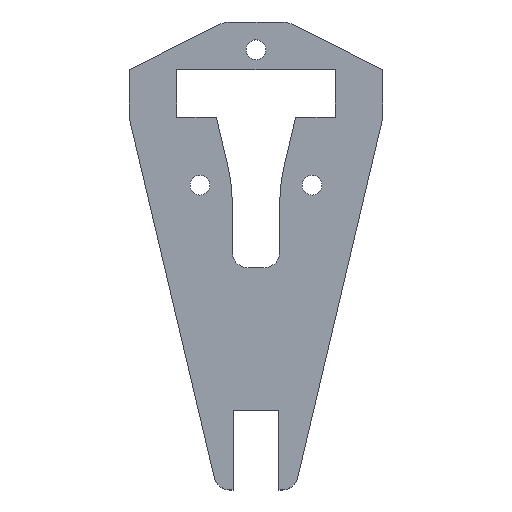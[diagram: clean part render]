
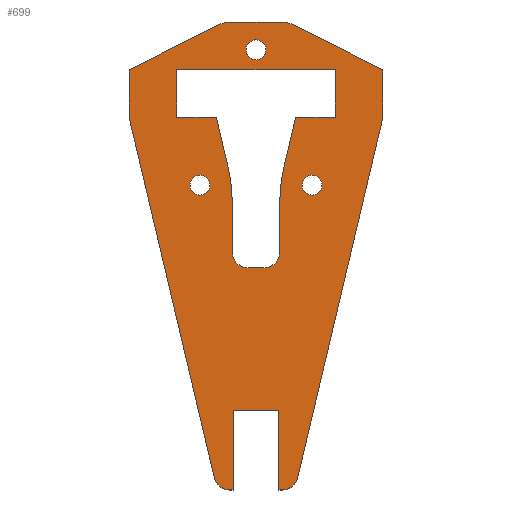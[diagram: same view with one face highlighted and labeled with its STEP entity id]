
A CAD part, top view. The second image highlights one B-rep face of the part: STEP entity #699.
In plain terms, the highlighted planar face has unit normal (0, 0, 1).
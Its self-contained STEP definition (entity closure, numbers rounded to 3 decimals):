
#18=FACE_BOUND('',#122,.T.);
#19=FACE_BOUND('',#123,.T.);
#20=FACE_BOUND('',#124,.T.);
#21=FACE_BOUND('',#125,.T.);
#48=PLANE('',#758);
#83=FACE_OUTER_BOUND('',#121,.T.);
#121=EDGE_LOOP('',(#589,#590,#591,#592,#593,#594,#595,#596,#597,#598,#599,
#600,#601,#602,#603,#604));
#122=EDGE_LOOP('',(#605,#606,#607,#608,#609,#610,#611,#612,#613,#614,#615,
#616,#617,#618));
#123=EDGE_LOOP('',(#619));
#124=EDGE_LOOP('',(#620));
#125=EDGE_LOOP('',(#621));
#134=LINE('',#964,#208);
#138=LINE('',#976,#212);
#141=LINE('',#982,#215);
#144=LINE('',#988,#218);
#147=LINE('',#994,#221);
#150=LINE('',#1000,#224);
#153=LINE('',#1006,#227);
#156=LINE('',#1012,#230);
#160=LINE('',#1024,#234);
#164=LINE('',#1034,#238);
#167=LINE('',#1057,#241);
#171=LINE('',#1069,#245);
#174=LINE('',#1075,#248);
#177=LINE('',#1081,#251);
#181=LINE('',#1093,#255);
#185=LINE('',#1105,#259);
#188=LINE('',#1111,#262);
#191=LINE('',#1117,#265);
#195=LINE('',#1129,#269);
#198=LINE('',#1135,#272);
#201=LINE('',#1141,#275);
#204=LINE('',#1145,#278);
#208=VECTOR('',#773,6.202);
#212=VECTOR('',#785,6.372);
#215=VECTOR('',#790,5.);
#218=VECTOR('',#795,6.);
#221=VECTOR('',#800,20.);
#224=VECTOR('',#805,6.);
#227=VECTOR('',#810,5.);
#230=VECTOR('',#815,6.372);
#234=VECTOR('',#827,6.202);
#238=VECTOR('',#839,2.);
#241=VECTOR('',#862,0.417);
#245=VECTOR('',#874,46.71);
#248=VECTOR('',#879,6.);
#251=VECTOR('',#884,12.472);
#255=VECTOR('',#896,6.111);
#259=VECTOR('',#908,12.472);
#262=VECTOR('',#913,6.);
#265=VECTOR('',#918,46.71);
#269=VECTOR('',#930,0.417);
#272=VECTOR('',#935,10.);
#275=VECTOR('',#940,5.8);
#278=VECTOR('',#945,10.);
#280=CIRCLE('',#705,2.);
#282=CIRCLE('',#709,20.);
#284=CIRCLE('',#719,20.);
#286=CIRCLE('',#723,2.);
#287=CIRCLE('',#726,1.25);
#289=CIRCLE('',#729,1.25);
#291=CIRCLE('',#732,1.25);
#294=CIRCLE('',#737,2.);
#296=CIRCLE('',#743,4.);
#298=CIRCLE('',#747,4.);
#300=CIRCLE('',#753,2.);
#303=VERTEX_POINT('',#955);
#304=VERTEX_POINT('',#957);
#306=VERTEX_POINT('',#963);
#308=VERTEX_POINT('',#969);
#310=VERTEX_POINT('',#975);
#312=VERTEX_POINT('',#981);
#314=VERTEX_POINT('',#987);
#316=VERTEX_POINT('',#993);
#318=VERTEX_POINT('',#999);
#320=VERTEX_POINT('',#1005);
#322=VERTEX_POINT('',#1011);
#324=VERTEX_POINT('',#1017);
#326=VERTEX_POINT('',#1023);
#328=VERTEX_POINT('',#1029);
#329=VERTEX_POINT('',#1036);
#331=VERTEX_POINT('',#1041);
#333=VERTEX_POINT('',#1046);
#337=VERTEX_POINT('',#1054);
#338=VERTEX_POINT('',#1056);
#340=VERTEX_POINT('',#1062);
#342=VERTEX_POINT('',#1068);
#344=VERTEX_POINT('',#1074);
#346=VERTEX_POINT('',#1080);
#348=VERTEX_POINT('',#1086);
#350=VERTEX_POINT('',#1092);
#352=VERTEX_POINT('',#1098);
#354=VERTEX_POINT('',#1104);
#356=VERTEX_POINT('',#1110);
#358=VERTEX_POINT('',#1116);
#360=VERTEX_POINT('',#1122);
#362=VERTEX_POINT('',#1128);
#364=VERTEX_POINT('',#1134);
#366=VERTEX_POINT('',#1140);
#369=EDGE_CURVE('',#304,#303,#280,.T.);
#372=EDGE_CURVE('',#306,#304,#134,.T.);
#375=EDGE_CURVE('',#308,#306,#282,.T.);
#378=EDGE_CURVE('',#310,#308,#138,.T.);
#381=EDGE_CURVE('',#312,#310,#141,.T.);
#384=EDGE_CURVE('',#314,#312,#144,.T.);
#387=EDGE_CURVE('',#316,#314,#147,.T.);
#390=EDGE_CURVE('',#318,#316,#150,.T.);
#393=EDGE_CURVE('',#320,#318,#153,.T.);
#396=EDGE_CURVE('',#322,#320,#156,.T.);
#399=EDGE_CURVE('',#324,#322,#284,.T.);
#402=EDGE_CURVE('',#326,#324,#160,.T.);
#405=EDGE_CURVE('',#328,#326,#286,.T.);
#408=EDGE_CURVE('',#303,#328,#164,.T.);
#409=EDGE_CURVE('',#329,#329,#287,.T.);
#411=EDGE_CURVE('',#331,#331,#289,.T.);
#413=EDGE_CURVE('',#333,#333,#291,.T.);
#417=EDGE_CURVE('',#338,#337,#167,.T.);
#420=EDGE_CURVE('',#340,#338,#294,.T.);
#423=EDGE_CURVE('',#342,#340,#171,.T.);
#426=EDGE_CURVE('',#344,#342,#174,.T.);
#429=EDGE_CURVE('',#346,#344,#177,.T.);
#432=EDGE_CURVE('',#348,#346,#296,.T.);
#435=EDGE_CURVE('',#350,#348,#181,.T.);
#438=EDGE_CURVE('',#352,#350,#298,.T.);
#441=EDGE_CURVE('',#354,#352,#185,.T.);
#444=EDGE_CURVE('',#356,#354,#188,.T.);
#447=EDGE_CURVE('',#358,#356,#191,.T.);
#450=EDGE_CURVE('',#360,#358,#300,.T.);
#453=EDGE_CURVE('',#362,#360,#195,.T.);
#456=EDGE_CURVE('',#364,#362,#198,.T.);
#459=EDGE_CURVE('',#366,#364,#201,.T.);
#462=EDGE_CURVE('',#337,#366,#204,.T.);
#589=ORIENTED_EDGE('',*,*,#462,.T.);
#590=ORIENTED_EDGE('',*,*,#459,.T.);
#591=ORIENTED_EDGE('',*,*,#456,.T.);
#592=ORIENTED_EDGE('',*,*,#453,.T.);
#593=ORIENTED_EDGE('',*,*,#450,.T.);
#594=ORIENTED_EDGE('',*,*,#447,.T.);
#595=ORIENTED_EDGE('',*,*,#444,.T.);
#596=ORIENTED_EDGE('',*,*,#441,.T.);
#597=ORIENTED_EDGE('',*,*,#438,.T.);
#598=ORIENTED_EDGE('',*,*,#435,.T.);
#599=ORIENTED_EDGE('',*,*,#432,.T.);
#600=ORIENTED_EDGE('',*,*,#429,.T.);
#601=ORIENTED_EDGE('',*,*,#426,.T.);
#602=ORIENTED_EDGE('',*,*,#423,.T.);
#603=ORIENTED_EDGE('',*,*,#420,.T.);
#604=ORIENTED_EDGE('',*,*,#417,.T.);
#605=ORIENTED_EDGE('',*,*,#390,.T.);
#606=ORIENTED_EDGE('',*,*,#387,.T.);
#607=ORIENTED_EDGE('',*,*,#384,.T.);
#608=ORIENTED_EDGE('',*,*,#381,.T.);
#609=ORIENTED_EDGE('',*,*,#378,.T.);
#610=ORIENTED_EDGE('',*,*,#375,.T.);
#611=ORIENTED_EDGE('',*,*,#372,.T.);
#612=ORIENTED_EDGE('',*,*,#369,.T.);
#613=ORIENTED_EDGE('',*,*,#408,.T.);
#614=ORIENTED_EDGE('',*,*,#405,.T.);
#615=ORIENTED_EDGE('',*,*,#402,.T.);
#616=ORIENTED_EDGE('',*,*,#399,.T.);
#617=ORIENTED_EDGE('',*,*,#396,.T.);
#618=ORIENTED_EDGE('',*,*,#393,.T.);
#619=ORIENTED_EDGE('',*,*,#409,.T.);
#620=ORIENTED_EDGE('',*,*,#411,.T.);
#621=ORIENTED_EDGE('',*,*,#413,.T.);
#699=ADVANCED_FACE('',(#83,#18,#19,#20,#21),#48,.T.);
#705=AXIS2_PLACEMENT_3D('',#958,#767,#768);
#709=AXIS2_PLACEMENT_3D('',#970,#779,#780);
#719=AXIS2_PLACEMENT_3D('',#1018,#821,#822);
#723=AXIS2_PLACEMENT_3D('',#1030,#833,#834);
#726=AXIS2_PLACEMENT_3D('',#1037,#842,#843);
#729=AXIS2_PLACEMENT_3D('',#1042,#848,#849);
#732=AXIS2_PLACEMENT_3D('',#1047,#854,#855);
#737=AXIS2_PLACEMENT_3D('',#1063,#868,#869);
#743=AXIS2_PLACEMENT_3D('',#1087,#890,#891);
#747=AXIS2_PLACEMENT_3D('',#1099,#902,#903);
#753=AXIS2_PLACEMENT_3D('',#1123,#924,#925);
#758=AXIS2_PLACEMENT_3D('',#1146,#946,#947);
#767=DIRECTION('center_axis',(0.,0.,-1.));
#768=DIRECTION('ref_axis',(0.,1.,0.));
#773=DIRECTION('',(0.,-1.,0.));
#779=DIRECTION('center_axis',(0.,0.,1.));
#780=DIRECTION('ref_axis',(-0.973,0.23,0.));
#785=DIRECTION('',(-0.23,-0.973,0.));
#790=DIRECTION('',(-1.,0.,0.));
#795=DIRECTION('',(0.,-1.,0.));
#800=DIRECTION('',(1.,0.,0.));
#805=DIRECTION('',(0.,1.,0.));
#810=DIRECTION('',(-1.,0.,0.));
#815=DIRECTION('',(-0.23,0.973,0.));
#821=DIRECTION('center_axis',(0.,0.,1.));
#822=DIRECTION('ref_axis',(1.,0.,0.));
#827=DIRECTION('',(0.,1.,0.));
#833=DIRECTION('center_axis',(0.,0.,-1.));
#834=DIRECTION('ref_axis',(1.,0.,0.));
#839=DIRECTION('',(-1.,0.,0.));
#842=DIRECTION('center_axis',(0.,0.,-1.));
#843=DIRECTION('ref_axis',(-1.,0.,0.));
#848=DIRECTION('center_axis',(0.,0.,-1.));
#849=DIRECTION('ref_axis',(-1.,0.,0.));
#854=DIRECTION('center_axis',(0.,0.,-1.));
#855=DIRECTION('ref_axis',(-1.,0.,0.));
#862=DIRECTION('',(1.,0.,0.));
#868=DIRECTION('center_axis',(0.,0.,1.));
#869=DIRECTION('ref_axis',(-0.973,-0.23,0.));
#874=DIRECTION('',(0.23,-0.973,0.));
#879=DIRECTION('',(0.,-1.,0.));
#884=DIRECTION('',(-0.894,-0.447,0.));
#890=DIRECTION('center_axis',(0.,0.,1.));
#891=DIRECTION('ref_axis',(0.,1.,0.));
#896=DIRECTION('',(-1.,0.,0.));
#902=DIRECTION('center_axis',(0.,0.,1.));
#903=DIRECTION('ref_axis',(0.447,0.894,0.));
#908=DIRECTION('',(-0.894,0.447,0.));
#913=DIRECTION('',(0.,1.,0.));
#918=DIRECTION('',(0.23,0.973,0.));
#924=DIRECTION('center_axis',(0.,0.,1.));
#925=DIRECTION('ref_axis',(0.,-1.,0.));
#930=DIRECTION('',(1.,0.,0.));
#935=DIRECTION('',(0.,-1.,0.));
#940=DIRECTION('',(1.,0.,0.));
#945=DIRECTION('',(0.,1.,0.));
#946=DIRECTION('center_axis',(0.,0.,1.));
#947=DIRECTION('ref_axis',(1.,0.,0.));
#955=CARTESIAN_POINT('',(1.,18.,6.));
#957=CARTESIAN_POINT('',(3.,20.,6.));
#958=CARTESIAN_POINT('Origin',(1.,20.,6.));
#963=CARTESIAN_POINT('',(3.,26.202,6.));
#964=CARTESIAN_POINT('',(3.,22.648,6.));
#969=CARTESIAN_POINT('',(3.535,30.799,6.));
#970=CARTESIAN_POINT('Origin',(23.,26.202,6.));
#975=CARTESIAN_POINT('',(5.,37.,6.));
#976=CARTESIAN_POINT('',(2.865,27.961,6.));
#981=CARTESIAN_POINT('',(10.,37.,6.));
#982=CARTESIAN_POINT('',(5.,37.,6.));
#987=CARTESIAN_POINT('',(10.,43.,6.));
#988=CARTESIAN_POINT('',(10.,31.047,6.));
#993=CARTESIAN_POINT('',(-10.,43.,6.));
#994=CARTESIAN_POINT('',(-5.,43.,6.));
#999=CARTESIAN_POINT('',(-10.,37.,6.));
#1000=CARTESIAN_POINT('',(-10.,28.047,6.));
#1005=CARTESIAN_POINT('',(-5.,37.,6.));
#1006=CARTESIAN_POINT('',(-2.5,37.,6.));
#1011=CARTESIAN_POINT('',(-3.535,30.799,6.));
#1012=CARTESIAN_POINT('',(-2.133,24.86,6.));
#1017=CARTESIAN_POINT('',(-3.,26.202,6.));
#1018=CARTESIAN_POINT('Origin',(-23.,26.202,6.));
#1023=CARTESIAN_POINT('',(-3.,20.,6.));
#1024=CARTESIAN_POINT('',(-3.,19.547,6.));
#1029=CARTESIAN_POINT('',(-1.,18.,6.));
#1030=CARTESIAN_POINT('Origin',(-1.,20.,6.));
#1034=CARTESIAN_POINT('',(0.5,18.,6.));
#1036=CARTESIAN_POINT('',(1.25,45.5,6.));
#1037=CARTESIAN_POINT('Origin',(0.,45.5,6.));
#1041=CARTESIAN_POINT('',(8.321,28.429,6.));
#1042=CARTESIAN_POINT('Origin',(7.071,28.429,6.));
#1046=CARTESIAN_POINT('',(-5.821,28.429,6.));
#1047=CARTESIAN_POINT('Origin',(-7.071,28.429,6.));
#1054=CARTESIAN_POINT('',(-2.9,-10.,6.));
#1056=CARTESIAN_POINT('',(-3.317,-10.,6.));
#1057=CARTESIAN_POINT('',(-3.317,-10.,6.));
#1062=CARTESIAN_POINT('',(-5.264,-8.46,6.));
#1063=CARTESIAN_POINT('Origin',(-3.317,-8.,6.));
#1068=CARTESIAN_POINT('',(-16.,37.,6.));
#1069=CARTESIAN_POINT('',(-16.,37.,6.));
#1074=CARTESIAN_POINT('',(-16.,43.,6.));
#1075=CARTESIAN_POINT('',(-16.,43.,6.));
#1080=CARTESIAN_POINT('',(-4.845,48.578,6.));
#1081=CARTESIAN_POINT('',(-4.845,48.578,6.));
#1086=CARTESIAN_POINT('',(-3.056,49.,6.));
#1087=CARTESIAN_POINT('Origin',(-3.056,45.,6.));
#1092=CARTESIAN_POINT('',(3.056,49.,6.));
#1093=CARTESIAN_POINT('',(3.056,49.,6.));
#1098=CARTESIAN_POINT('',(4.845,48.578,6.));
#1099=CARTESIAN_POINT('Origin',(3.056,45.,6.));
#1104=CARTESIAN_POINT('',(16.,43.,6.));
#1105=CARTESIAN_POINT('',(16.,43.,6.));
#1110=CARTESIAN_POINT('',(16.,37.,6.));
#1111=CARTESIAN_POINT('',(16.,37.,6.));
#1116=CARTESIAN_POINT('',(5.264,-8.46,6.));
#1117=CARTESIAN_POINT('',(5.264,-8.46,6.));
#1122=CARTESIAN_POINT('',(3.317,-10.,6.));
#1123=CARTESIAN_POINT('Origin',(3.317,-8.,6.));
#1128=CARTESIAN_POINT('',(2.9,-10.,6.));
#1129=CARTESIAN_POINT('',(2.9,-10.,6.));
#1134=CARTESIAN_POINT('',(2.9,0.,6.));
#1135=CARTESIAN_POINT('',(2.9,0.,6.));
#1140=CARTESIAN_POINT('',(-2.9,0.,6.));
#1141=CARTESIAN_POINT('',(-2.9,0.,6.));
#1145=CARTESIAN_POINT('',(-2.9,-10.,6.));
#1146=CARTESIAN_POINT('Origin',(0.,19.095,6.));
